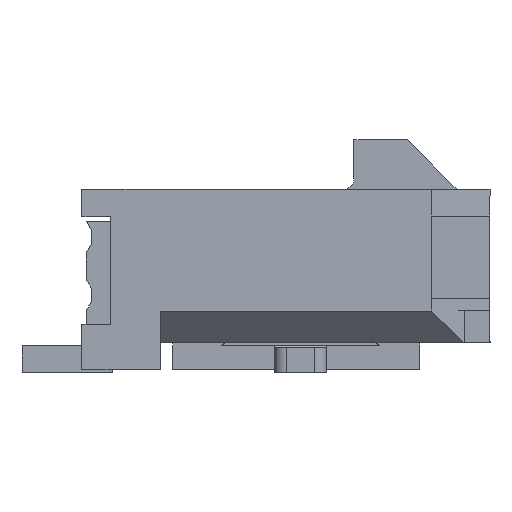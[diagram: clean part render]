
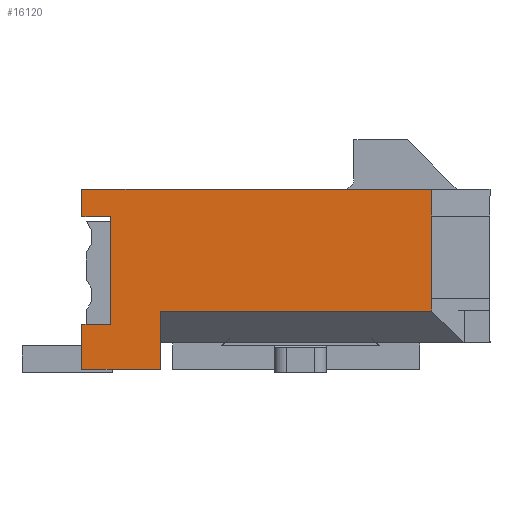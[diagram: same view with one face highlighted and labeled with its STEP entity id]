
A CAD part, front view. The second image highlights one B-rep face of the part: STEP entity #16120.
In plain terms, the highlighted face is planar.
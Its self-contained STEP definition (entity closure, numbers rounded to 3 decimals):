
#1054=ORIENTED_EDGE('',*,*,#4071,.T.);
#1055=ORIENTED_EDGE('',*,*,#4074,.T.);
#1056=ORIENTED_EDGE('',*,*,#4240,.T.);
#1057=ORIENTED_EDGE('',*,*,#4216,.T.);
#1058=ORIENTED_EDGE('',*,*,#4204,.F.);
#1059=ORIENTED_EDGE('',*,*,#4222,.T.);
#1060=ORIENTED_EDGE('',*,*,#4224,.F.);
#1061=ORIENTED_EDGE('',*,*,#4140,.F.);
#1062=ORIENTED_EDGE('',*,*,#4183,.F.);
#1063=ORIENTED_EDGE('',*,*,#4241,.T.);
#1064=ORIENTED_EDGE('',*,*,#4242,.T.);
#1065=ORIENTED_EDGE('',*,*,#4068,.T.);
#4068=EDGE_CURVE('',#5668,#5671,#6835,.T.);
#4071=EDGE_CURVE('',#5671,#5673,#6838,.T.);
#4074=EDGE_CURVE('',#5673,#5675,#6841,.T.);
#4140=EDGE_CURVE('',#5720,#5721,#6907,.T.);
#4183=EDGE_CURVE('',#5750,#5720,#6947,.T.);
#4204=EDGE_CURVE('',#5761,#5762,#6968,.T.);
#4216=EDGE_CURVE('',#5770,#5762,#6980,.T.);
#4222=EDGE_CURVE('',#5761,#5771,#6986,.T.);
#4224=EDGE_CURVE('',#5721,#5771,#6988,.T.);
#4240=EDGE_CURVE('',#5675,#5770,#7004,.T.);
#4241=EDGE_CURVE('',#5750,#5779,#7005,.T.);
#4242=EDGE_CURVE('',#5779,#5668,#7006,.T.);
#5668=VERTEX_POINT('',#21507);
#5671=VERTEX_POINT('',#21512);
#5673=VERTEX_POINT('',#21518);
#5675=VERTEX_POINT('',#21524);
#5720=VERTEX_POINT('',#21656);
#5721=VERTEX_POINT('',#21658);
#5750=VERTEX_POINT('',#21743);
#5761=VERTEX_POINT('',#21780);
#5762=VERTEX_POINT('',#21782);
#5770=VERTEX_POINT('',#21805);
#5771=VERTEX_POINT('',#21813);
#5779=VERTEX_POINT('',#21845);
#6835=LINE('',#21513,#8495);
#6838=LINE('',#21519,#8498);
#6841=LINE('',#21525,#8501);
#6907=LINE('',#21657,#8567);
#6947=LINE('',#21742,#8607);
#6968=LINE('',#21781,#8628);
#6980=LINE('',#21804,#8640);
#6986=LINE('',#21814,#8646);
#6988=LINE('',#21817,#8648);
#7004=LINE('',#21843,#8664);
#7005=LINE('',#21844,#8665);
#7006=LINE('',#21846,#8666);
#8495=VECTOR('',#18163,1000.);
#8498=VECTOR('',#18168,1000.);
#8501=VECTOR('',#18173,1000.);
#8567=VECTOR('',#18281,1000.);
#8607=VECTOR('',#18353,1000.);
#8628=VECTOR('',#18386,1000.);
#8640=VECTOR('',#18404,1000.);
#8646=VECTOR('',#18414,1000.);
#8648=VECTOR('',#18418,1000.);
#8664=VECTOR('',#18440,1000.);
#8665=VECTOR('',#18441,1000.);
#8666=VECTOR('',#18442,1000.);
#9757=EDGE_LOOP('',(#1054,#1055,#1056,#1057,#1058,#1059,#1060,#1061,#1062,
#1063,#1064,#1065));
#10417=FACE_BOUND('',#9757,.T.);
#11075=PLANE('',#16763);
#16120=ADVANCED_FACE('',(#10417),#11075,.T.);
#16763=AXIS2_PLACEMENT_3D('',#21842,#18438,#18439);
#18163=DIRECTION('',(0.,-1.,0.));
#18168=DIRECTION('',(0.,0.,-1.));
#18173=DIRECTION('',(0.,1.,0.));
#18281=DIRECTION('',(0.,0.,-1.));
#18353=DIRECTION('',(0.,0.,-1.));
#18386=DIRECTION('',(0.,0.,-1.));
#18404=DIRECTION('',(0.,-1.,0.));
#18414=DIRECTION('',(0.,-1.,0.));
#18418=DIRECTION('',(0.,0.,-1.));
#18438=DIRECTION('',(-1.,0.,0.));
#18439=DIRECTION('',(0.,0.,1.));
#18440=DIRECTION('',(0.,0.,-1.));
#18441=DIRECTION('',(0.,1.,0.));
#18442=DIRECTION('',(0.,0.,-1.));
#21507=CARTESIAN_POINT('',(-16.825,4.95,1.515));
#21512=CARTESIAN_POINT('',(-16.825,4.25,1.515));
#21513=CARTESIAN_POINT('',(-16.825,0.,1.515));
#21518=CARTESIAN_POINT('',(-16.825,4.25,-1.085));
#21519=CARTESIAN_POINT('',(-16.825,4.25,0.));
#21524=CARTESIAN_POINT('',(-16.825,4.95,-1.085));
#21525=CARTESIAN_POINT('',(-16.825,0.,-1.085));
#21656=CARTESIAN_POINT('',(-16.825,-3.536,1.535));
#21657=CARTESIAN_POINT('',(-16.825,-3.536,1.535));
#21658=CARTESIAN_POINT('',(-16.825,-3.536,-0.465));
#21742=CARTESIAN_POINT('',(-16.825,-3.536,0.));
#21743=CARTESIAN_POINT('',(-16.825,-3.536,2.185));
#21780=CARTESIAN_POINT('',(-16.825,3.05,-0.771));
#21781=CARTESIAN_POINT('',(-16.825,3.05,-2.185));
#21782=CARTESIAN_POINT('',(-16.825,3.05,-2.185));
#21804=CARTESIAN_POINT('',(-16.825,4.95,-2.185));
#21805=CARTESIAN_POINT('',(-16.825,4.95,-2.185));
#21813=CARTESIAN_POINT('',(-16.825,-3.536,-0.771));
#21814=CARTESIAN_POINT('',(-16.825,3.05,-0.771));
#21817=CARTESIAN_POINT('',(-16.825,-3.536,0.));
#21842=CARTESIAN_POINT('',(-16.825,0.,0.));
#21843=CARTESIAN_POINT('',(-16.825,4.95,2.185));
#21844=CARTESIAN_POINT('',(-16.825,-4.95,2.185));
#21845=CARTESIAN_POINT('',(-16.825,4.95,2.185));
#21846=CARTESIAN_POINT('',(-16.825,4.95,2.185));
